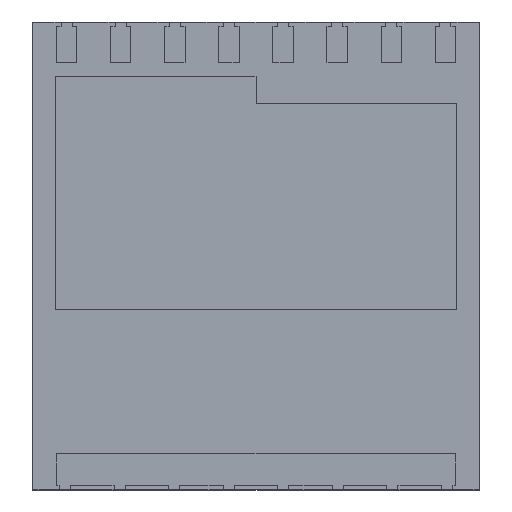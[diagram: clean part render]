
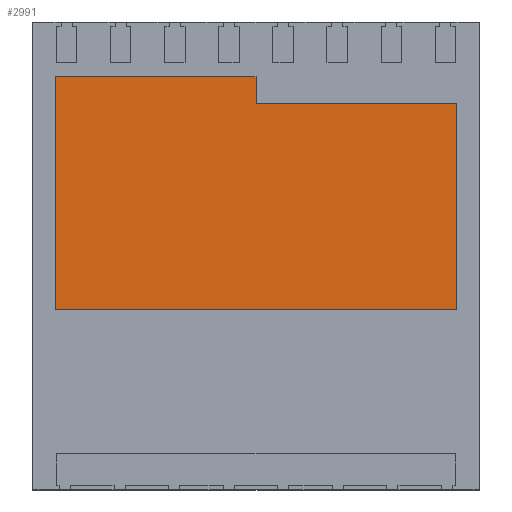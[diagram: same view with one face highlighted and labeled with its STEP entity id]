
A CAD part, top view. The second image highlights one B-rep face of the part: STEP entity #2991.
In plain terms, the highlighted planar face has unit normal (0, 0, 1).
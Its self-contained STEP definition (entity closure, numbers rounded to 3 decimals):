
#2991=ADVANCED_FACE('',(#5200),#5202,.T.);
#5200=FACE_BOUND('',#5201,.T.);
#5201=EDGE_LOOP('',(#7428,#7429,#7430,#7431,#7432,#7433));
#5202=PLANE('',#5203);
#5203=AXIS2_PLACEMENT_3D('',#5204,#5205,#5206);
#5204=CARTESIAN_POINT('',(0.,0.,1.047));
#5205=DIRECTION('',(0.,0.,1.));
#5206=DIRECTION('',(-1.,0.,0.));
#7428=ORIENTED_EDGE('',*,*,#8352,.T.);
#7429=ORIENTED_EDGE('',*,*,#8362,.T.);
#7430=ORIENTED_EDGE('',*,*,#8360,.T.);
#7431=ORIENTED_EDGE('',*,*,#8358,.T.);
#7432=ORIENTED_EDGE('',*,*,#8356,.T.);
#7433=ORIENTED_EDGE('',*,*,#8354,.T.);
#8352=EDGE_CURVE('',#9896,#9894,#9897,.T.);
#8354=EDGE_CURVE('',#9899,#9896,#9900,.T.);
#8356=EDGE_CURVE('',#9902,#9899,#9903,.T.);
#8358=EDGE_CURVE('',#9905,#9902,#9906,.T.);
#8360=EDGE_CURVE('',#9908,#9905,#9909,.T.);
#8362=EDGE_CURVE('',#9894,#9908,#9911,.T.);
#9894=VERTEX_POINT('',#13307);
#9896=VERTEX_POINT('',#13311);
#9897=LINE('',#13312,#13313);
#9899=VERTEX_POINT('',#13318);
#9900=LINE('',#13319,#13320);
#9902=VERTEX_POINT('',#13325);
#9903=LINE('',#13326,#13327);
#9905=VERTEX_POINT('',#13332);
#9906=LINE('',#13333,#13334);
#9908=VERTEX_POINT('',#13339);
#9909=LINE('',#13340,#13341);
#9911=LINE('',#13346,#13347);
#13307=CARTESIAN_POINT('',(4.45,-1.19,1.047));
#13311=CARTESIAN_POINT('',(-4.45,-1.19,1.047));
#13312=CARTESIAN_POINT('',(-4.45,-1.19,1.047));
#13313=VECTOR('',#13314,1.);
#13314=DIRECTION('',(1.,0.,0.));
#13318=CARTESIAN_POINT('',(-4.45,3.98,1.047));
#13319=CARTESIAN_POINT('',(-4.45,3.98,1.047));
#13320=VECTOR('',#13321,1.);
#13321=DIRECTION('',(0.,-1.,0.));
#13325=CARTESIAN_POINT('',(0.,3.98,1.047));
#13326=CARTESIAN_POINT('',(0.,3.98,1.047));
#13327=VECTOR('',#13328,1.);
#13328=DIRECTION('',(-1.,0.,0.));
#13332=CARTESIAN_POINT('',(0.,3.38,1.047));
#13333=CARTESIAN_POINT('',(0.,3.38,1.047));
#13334=VECTOR('',#13335,1.);
#13335=DIRECTION('',(0.,1.,0.));
#13339=CARTESIAN_POINT('',(4.45,3.38,1.047));
#13340=CARTESIAN_POINT('',(4.45,3.38,1.047));
#13341=VECTOR('',#13342,1.);
#13342=DIRECTION('',(-1.,0.,0.));
#13346=CARTESIAN_POINT('',(4.45,-1.19,1.047));
#13347=VECTOR('',#13348,1.);
#13348=DIRECTION('',(0.,1.,0.));
